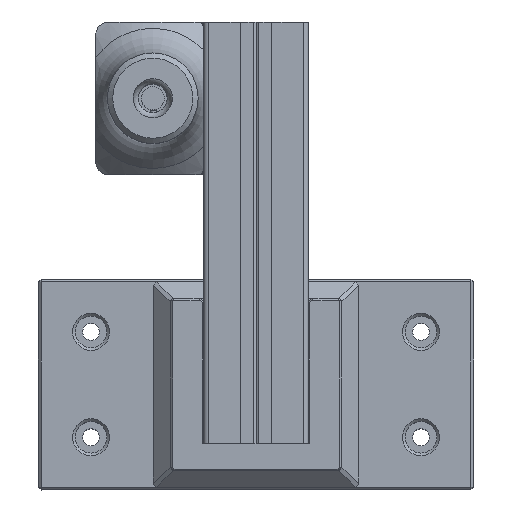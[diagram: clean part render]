
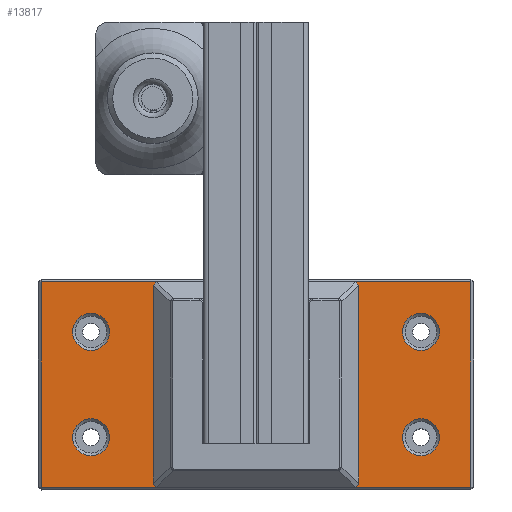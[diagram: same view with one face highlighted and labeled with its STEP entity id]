
A CAD part, top view. The second image highlights one B-rep face of the part: STEP entity #13817.
In plain terms, the highlighted face is planar.
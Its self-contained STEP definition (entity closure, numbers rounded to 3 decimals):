
#773=FACE_BOUND('',#2666,.T.);
#774=FACE_BOUND('',#2667,.T.);
#775=FACE_BOUND('',#2668,.T.);
#776=FACE_BOUND('',#2669,.T.);
#777=FACE_BOUND('',#2670,.T.);
#976=CIRCLE('',#14914,3.5);
#977=CIRCLE('',#14915,3.5);
#978=CIRCLE('',#14916,3.5);
#979=CIRCLE('',#14917,3.5);
#1802=FACE_OUTER_BOUND('',#2665,.T.);
#2665=EDGE_LOOP('',(#11247,#11248,#11249,#11250));
#2666=EDGE_LOOP('',(#11251));
#2667=EDGE_LOOP('',(#11252));
#2668=EDGE_LOOP('',(#11253));
#2669=EDGE_LOOP('',(#11254));
#2670=EDGE_LOOP('',(#11255,#11256,#11257,#11258,#11259,#11260,#11261,#11262));
#3957=LINE('',#21249,#5185);
#3966=LINE('',#21266,#5194);
#3971=LINE('',#21276,#5199);
#3998=LINE('',#21332,#5226);
#4000=LINE('',#21337,#5228);
#4009=LINE('',#21353,#5237);
#4012=LINE('',#21360,#5240);
#4016=LINE('',#21367,#5244);
#4017=LINE('',#21371,#5245);
#4018=LINE('',#21373,#5246);
#4019=LINE('',#21375,#5247);
#4020=LINE('',#21376,#5248);
#5185=VECTOR('',#17636,10.);
#5194=VECTOR('',#17649,10.);
#5199=VECTOR('',#17658,10.);
#5226=VECTOR('',#17693,10.);
#5228=VECTOR('',#17697,10.);
#5237=VECTOR('',#17712,10.);
#5240=VECTOR('',#17719,10.);
#5244=VECTOR('',#17727,10.);
#5245=VECTOR('',#17730,10.);
#5246=VECTOR('',#17731,10.);
#5247=VECTOR('',#17732,10.);
#5248=VECTOR('',#17733,10.);
#6197=VERTEX_POINT('',#21247);
#6198=VERTEX_POINT('',#21248);
#6204=VERTEX_POINT('',#21265);
#6207=VERTEX_POINT('',#21275);
#6232=VERTEX_POINT('',#21331);
#6233=VERTEX_POINT('',#21335);
#6234=VERTEX_POINT('',#21336);
#6240=VERTEX_POINT('',#21359);
#6242=VERTEX_POINT('',#21369);
#6243=VERTEX_POINT('',#21370);
#6244=VERTEX_POINT('',#21372);
#6245=VERTEX_POINT('',#21374);
#6246=VERTEX_POINT('',#21377);
#6247=VERTEX_POINT('',#21379);
#6248=VERTEX_POINT('',#21381);
#6249=VERTEX_POINT('',#21383);
#7931=EDGE_CURVE('',#6197,#6198,#3957,.F.);
#7940=EDGE_CURVE('',#6198,#6204,#3966,.T.);
#7945=EDGE_CURVE('',#6204,#6207,#3971,.F.);
#7973=EDGE_CURVE('',#6207,#6232,#3998,.T.);
#7975=EDGE_CURVE('',#6233,#6234,#4000,.F.);
#7984=EDGE_CURVE('',#6234,#6197,#4009,.T.);
#7987=EDGE_CURVE('',#6232,#6240,#4012,.F.);
#7991=EDGE_CURVE('',#6240,#6233,#4016,.T.);
#7992=EDGE_CURVE('',#6242,#6243,#4017,.T.);
#7993=EDGE_CURVE('',#6244,#6242,#4018,.T.);
#7994=EDGE_CURVE('',#6245,#6244,#4019,.T.);
#7995=EDGE_CURVE('',#6243,#6245,#4020,.T.);
#7996=EDGE_CURVE('',#6246,#6246,#976,.T.);
#7997=EDGE_CURVE('',#6247,#6247,#977,.T.);
#7998=EDGE_CURVE('',#6248,#6248,#978,.T.);
#7999=EDGE_CURVE('',#6249,#6249,#979,.T.);
#11247=ORIENTED_EDGE('',*,*,#7992,.F.);
#11248=ORIENTED_EDGE('',*,*,#7993,.F.);
#11249=ORIENTED_EDGE('',*,*,#7994,.F.);
#11250=ORIENTED_EDGE('',*,*,#7995,.F.);
#11251=ORIENTED_EDGE('',*,*,#7996,.F.);
#11252=ORIENTED_EDGE('',*,*,#7997,.F.);
#11253=ORIENTED_EDGE('',*,*,#7998,.F.);
#11254=ORIENTED_EDGE('',*,*,#7999,.F.);
#11255=ORIENTED_EDGE('',*,*,#7931,.F.);
#11256=ORIENTED_EDGE('',*,*,#7984,.F.);
#11257=ORIENTED_EDGE('',*,*,#7975,.F.);
#11258=ORIENTED_EDGE('',*,*,#7991,.F.);
#11259=ORIENTED_EDGE('',*,*,#7987,.F.);
#11260=ORIENTED_EDGE('',*,*,#7973,.F.);
#11261=ORIENTED_EDGE('',*,*,#7945,.F.);
#11262=ORIENTED_EDGE('',*,*,#7940,.F.);
#13239=PLANE('',#14913);
#13817=ADVANCED_FACE('',(#1802,#773,#774,#775,#776,#777),#13239,.T.);
#14913=AXIS2_PLACEMENT_3D('',#21368,#17728,#17729);
#14914=AXIS2_PLACEMENT_3D('',#21378,#17734,#17735);
#14915=AXIS2_PLACEMENT_3D('',#21380,#17736,#17737);
#14916=AXIS2_PLACEMENT_3D('',#21382,#17738,#17739);
#14917=AXIS2_PLACEMENT_3D('',#21384,#17740,#17741);
#17636=DIRECTION('',(0.707,0.,0.707));
#17649=DIRECTION('',(-1.,0.,0.));
#17658=DIRECTION('',(0.707,0.,-0.707));
#17693=DIRECTION('',(0.,0.,1.));
#17697=DIRECTION('',(-0.707,0.,0.707));
#17712=DIRECTION('',(0.,0.,-1.));
#17719=DIRECTION('',(-0.707,0.,-0.707));
#17727=DIRECTION('',(1.,0.,0.));
#17728=DIRECTION('center_axis',(0.,1.,
0.));
#17729=DIRECTION('ref_axis',(1.,0.,0.));
#17730=DIRECTION('',(1.,0.,0.));
#17731=DIRECTION('',(0.,0.,-1.));
#17732=DIRECTION('',(-1.,0.,0.));
#17733=DIRECTION('',(0.,0.,1.));
#17734=DIRECTION('center_axis',(0.,1.,
0.));
#17735=DIRECTION('ref_axis',(-1.,0.,0.));
#17736=DIRECTION('center_axis',(0.,1.,
0.));
#17737=DIRECTION('ref_axis',(-1.,0.,0.));
#17738=DIRECTION('center_axis',(0.,1.,
0.));
#17739=DIRECTION('ref_axis',(-1.,0.,0.));
#17740=DIRECTION('center_axis',(0.,1.,
0.));
#17741=DIRECTION('ref_axis',(-1.,0.,0.));
#21247=CARTESIAN_POINT('',(27.073,-39.65,31.622));
#21248=CARTESIAN_POINT('',(26.461,-39.65,31.01));
#21249=CARTESIAN_POINT('',(18.921,-39.65,23.471));
#21265=CARTESIAN_POINT('',(-11.295,-39.65,31.01));
#21266=CARTESIAN_POINT('',(-0.25,-39.65,31.01));
#21275=CARTESIAN_POINT('',(-11.907,-39.65,31.622));
#21276=CARTESIAN_POINT('',(-19.738,-39.65,39.454));
#21331=CARTESIAN_POINT('',(-11.907,-39.65,69.378));
#21332=CARTESIAN_POINT('',(-11.907,-39.65,42.642));
#21335=CARTESIAN_POINT('',(26.461,-39.65,69.99));
#21336=CARTESIAN_POINT('',(27.073,-39.65,69.378));
#21337=CARTESIAN_POINT('',(18.63,-39.65,77.821));
#21353=CARTESIAN_POINT('',(27.073,-39.65,-16.708));
#21359=CARTESIAN_POINT('',(-11.295,-39.65,69.99));
#21360=CARTESIAN_POINT('',(-19.447,-39.65,61.838));
#21367=CARTESIAN_POINT('',(-16.55,-39.65,69.99));
#21368=CARTESIAN_POINT('Origin',(-24.383,-39.65,51.083));
#21369=CARTESIAN_POINT('',(-33.217,-39.65,31.));
#21370=CARTESIAN_POINT('',(48.383,-39.65,31.));
#21371=CARTESIAN_POINT('',(7.617,-39.65,31.));
#21372=CARTESIAN_POINT('',(-33.217,-39.65,70.));
#21373=CARTESIAN_POINT('',(-33.217,-39.65,34.333));
#21374=CARTESIAN_POINT('',(48.383,-39.65,70.));
#21375=CARTESIAN_POINT('',(-8.4,-39.65,70.));
#21376=CARTESIAN_POINT('',(48.383,-39.65,67.833));
#21377=CARTESIAN_POINT('',(-20.217,-39.65,60.5));
#21378=CARTESIAN_POINT('Origin',(-23.717,-39.65,60.5));
#21379=CARTESIAN_POINT('',(-20.217,-39.65,40.5));
#21380=CARTESIAN_POINT('Origin',(-23.717,-39.65,40.5));
#21381=CARTESIAN_POINT('',(42.383,-39.65,40.5));
#21382=CARTESIAN_POINT('Origin',(38.883,-39.65,40.5));
#21383=CARTESIAN_POINT('',(42.383,-39.65,60.5));
#21384=CARTESIAN_POINT('Origin',(38.883,-39.65,60.5));
